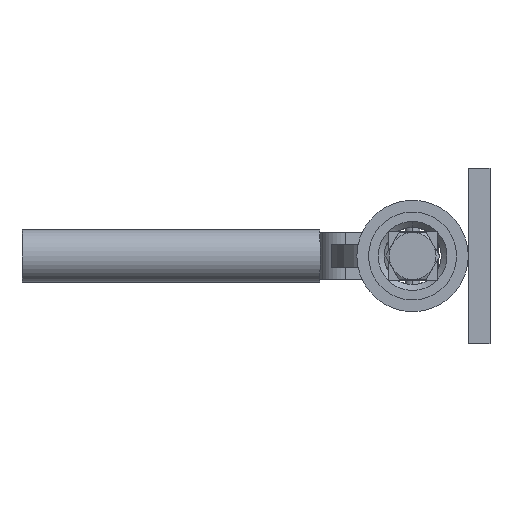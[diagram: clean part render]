
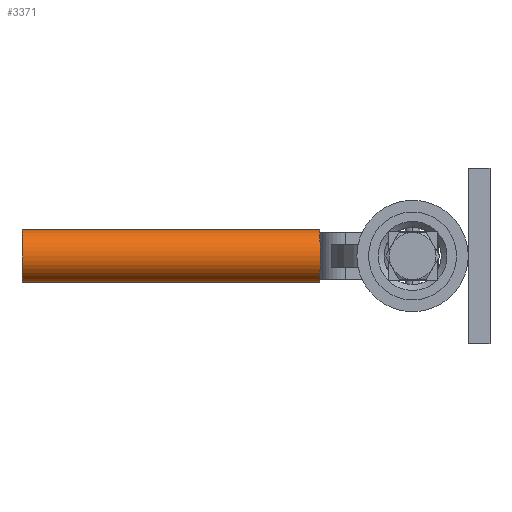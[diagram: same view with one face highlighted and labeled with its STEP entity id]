
A CAD part, left-side view. The second image highlights one B-rep face of the part: STEP entity #3371.
In plain terms, the highlighted cylindrical face has radius 13.6 mm (diameter 27.2 mm), a partial arc.
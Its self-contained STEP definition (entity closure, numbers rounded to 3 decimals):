
#224 = EDGE_CURVE ( 'NONE', #4216, #3501, #1592, .T. ) ;
#295 = DIRECTION ( 'NONE',  ( 0., 0., 1. ) ) ;
#510 = ORIENTED_EDGE ( 'NONE', *, *, #2857, .T. ) ;
#631 = CARTESIAN_POINT ( 'NONE',  ( 43.868, 79.034, -13.6 ) ) ;
#718 = CARTESIAN_POINT ( 'NONE',  ( 22.35, 1394.068, -13.6 ) ) ;
#753 = DIRECTION ( 'NONE',  ( -0.016, 1., 0. ) ) ;
#960 = CARTESIAN_POINT ( 'NONE',  ( 41.381, 231.013, -13.6 ) ) ;
#1044 = AXIS2_PLACEMENT_3D ( 'NONE', #5376, #2368, #4940 ) ;
#1051 = ORIENTED_EDGE ( 'NONE', *, *, #224, .T. ) ;
#1592 = CIRCLE ( 'NONE', #1044, 13.6 ) ;
#1666 = DIRECTION ( 'NONE',  ( -0.016, 1., 0. ) ) ;
#1671 = VERTEX_POINT ( 'NONE', #960 ) ;
#2064 = AXIS2_PLACEMENT_3D ( 'NONE', #2427, #3315, #295 ) ;
#2238 = ORIENTED_EDGE ( 'NONE', *, *, #4395, .F. ) ;
#2368 = DIRECTION ( 'NONE',  ( -0.016, 1., 0. ) ) ;
#2369 = LINE ( 'NONE', #718, #2516 ) ;
#2421 = AXIS2_PLACEMENT_3D ( 'NONE', #4238, #1666, #4672 ) ;
#2427 = CARTESIAN_POINT ( 'NONE',  ( 22.35, 1394.068, 0. ) ) ;
#2440 = EDGE_LOOP ( 'NONE', ( #4248, #1051, #510, #2238 ) ) ;
#2482 = CARTESIAN_POINT ( 'NONE',  ( 22.35, 1394.068, 13.6 ) ) ;
#2516 = VECTOR ( 'NONE', #3755, 1000. ) ;
#2773 = EDGE_CURVE ( 'NONE', #4216, #1671, #2369, .T. ) ;
#2857 = EDGE_CURVE ( 'NONE', #3501, #3454, #5536, .T. ) ;
#3053 = CYLINDRICAL_SURFACE ( 'NONE', #2064, 13.6 ) ;
#3315 = DIRECTION ( 'NONE',  ( -0.016, 1., 0. ) ) ;
#3371 = ADVANCED_FACE ( 'NONE', ( #4436 ), #3053, .T. ) ;
#3454 = VERTEX_POINT ( 'NONE', #5479 ) ;
#3501 = VERTEX_POINT ( 'NONE', #4678 ) ;
#3755 = DIRECTION ( 'NONE',  ( -0.016, 1., 0. ) ) ;
#4216 = VERTEX_POINT ( 'NONE', #631 ) ;
#4238 = CARTESIAN_POINT ( 'NONE',  ( 41.381, 231.013, 0. ) ) ;
#4248 = ORIENTED_EDGE ( 'NONE', *, *, #2773, .F. ) ;
#4385 = VECTOR ( 'NONE', #753, 1000. ) ;
#4395 = EDGE_CURVE ( 'NONE', #1671, #3454, #5520, .T. ) ;
#4436 = FACE_OUTER_BOUND ( 'NONE', #2440, .T. ) ;
#4672 = DIRECTION ( 'NONE',  ( 0., 0., 1. ) ) ;
#4678 = CARTESIAN_POINT ( 'NONE',  ( 43.868, 79.034, 13.6 ) ) ;
#4940 = DIRECTION ( 'NONE',  ( 0., 0., 1. ) ) ;
#5376 = CARTESIAN_POINT ( 'NONE',  ( 43.868, 79.034, 0. ) ) ;
#5479 = CARTESIAN_POINT ( 'NONE',  ( 41.381, 231.013, 13.6 ) ) ;
#5520 = CIRCLE ( 'NONE', #2421, 13.6 ) ;
#5536 = LINE ( 'NONE', #2482, #4385 ) ;
